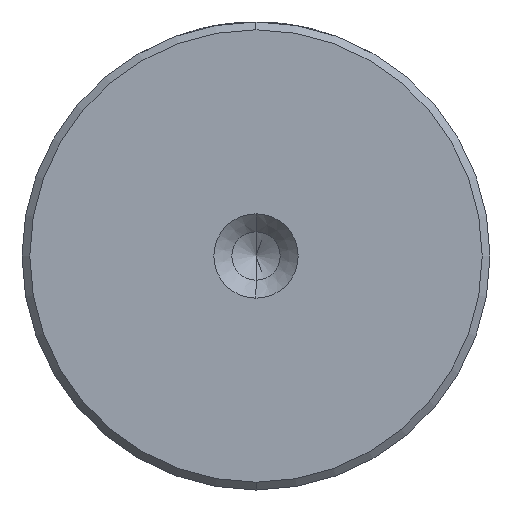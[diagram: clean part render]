
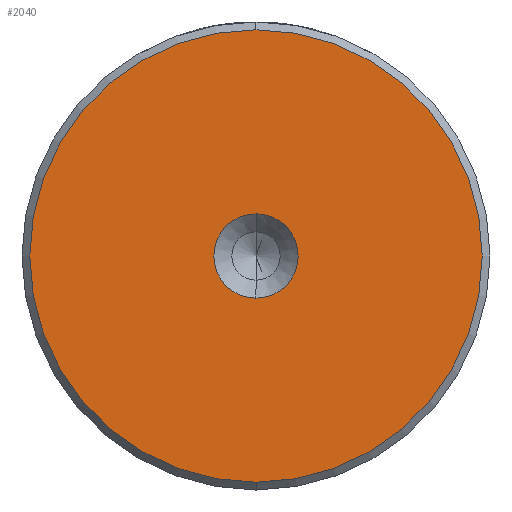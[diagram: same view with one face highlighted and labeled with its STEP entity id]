
A CAD part, left-side view. The second image highlights one B-rep face of the part: STEP entity #2040.
In plain terms, the highlighted planar face has unit normal (-1, 0, 0).
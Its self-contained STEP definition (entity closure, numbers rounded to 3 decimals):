
#137 = ORIENTED_EDGE ( 'NONE', *, *, #2535, .F. ) ;
#190 = DIRECTION ( 'NONE',  ( -1., 0., 0. ) ) ;
#225 = VERTEX_POINT ( 'NONE', #592 ) ;
#250 = CARTESIAN_POINT ( 'NONE',  ( 0., 0., 0. ) ) ;
#266 = AXIS2_PLACEMENT_3D ( 'NONE', #729, #2600, #995 ) ;
#391 = VERTEX_POINT ( 'NONE', #1423 ) ;
#395 = DIRECTION ( 'NONE',  ( 0., 0., 1. ) ) ;
#517 = VERTEX_POINT ( 'NONE', #2080 ) ;
#520 = DIRECTION ( 'NONE',  ( 0., 0., 1. ) ) ;
#552 = ORIENTED_EDGE ( 'NONE', *, *, #1100, .T. ) ;
#592 = CARTESIAN_POINT ( 'NONE',  ( 0., 0., 14.5 ) ) ;
#627 = EDGE_LOOP ( 'NONE', ( #1447, #137 ) ) ;
#651 = DIRECTION ( 'NONE',  ( -1., 0., 0. ) ) ;
#688 = VERTEX_POINT ( 'NONE', #1471 ) ;
#729 = CARTESIAN_POINT ( 'NONE',  ( 0., 0., 0. ) ) ;
#822 = AXIS2_PLACEMENT_3D ( 'NONE', #1769, #190, #2045 ) ;
#913 = FACE_OUTER_BOUND ( 'NONE', #2025, .T. ) ;
#943 = AXIS2_PLACEMENT_3D ( 'NONE', #250, #2108, #520 ) ;
#966 = EDGE_CURVE ( 'NONE', #225, #391, #1612, .T. ) ;
#984 = CIRCLE ( 'NONE', #266, 2.7 ) ;
#995 = DIRECTION ( 'NONE',  ( 0., 0., 1. ) ) ;
#1100 = EDGE_CURVE ( 'NONE', #391, #225, #1285, .T. ) ;
#1178 = PLANE ( 'NONE',  #3314 ) ;
#1285 = CIRCLE ( 'NONE', #943, 14.5 ) ;
#1423 = CARTESIAN_POINT ( 'NONE',  ( 0., 0., -14.5 ) ) ;
#1447 = ORIENTED_EDGE ( 'NONE', *, *, #1871, .F. ) ;
#1471 = CARTESIAN_POINT ( 'NONE',  ( 0., 0., 2.7 ) ) ;
#1530 = FACE_BOUND ( 'NONE', #627, .T. ) ;
#1612 = CIRCLE ( 'NONE', #1888, 14.5 ) ;
#1769 = CARTESIAN_POINT ( 'NONE',  ( 0., 0., 0. ) ) ;
#1871 = EDGE_CURVE ( 'NONE', #688, #517, #2752, .T. ) ;
#1888 = AXIS2_PLACEMENT_3D ( 'NONE', #2250, #651, #2515 ) ;
#1975 = DIRECTION ( 'NONE',  ( -1., 0., 0. ) ) ;
#2025 = EDGE_LOOP ( 'NONE', ( #552, #3083 ) ) ;
#2040 = ADVANCED_FACE ( 'NONE', ( #913, #1530 ), #1178, .T. ) ;
#2045 = DIRECTION ( 'NONE',  ( 0., 0., 1. ) ) ;
#2080 = CARTESIAN_POINT ( 'NONE',  ( 0., 0., -2.7 ) ) ;
#2108 = DIRECTION ( 'NONE',  ( -1., 0., 0. ) ) ;
#2250 = CARTESIAN_POINT ( 'NONE',  ( 0., 0., 0. ) ) ;
#2515 = DIRECTION ( 'NONE',  ( 0., 0., 1. ) ) ;
#2535 = EDGE_CURVE ( 'NONE', #517, #688, #984, .T. ) ;
#2600 = DIRECTION ( 'NONE',  ( -1., 0., 0. ) ) ;
#2752 = CIRCLE ( 'NONE', #822, 2.7 ) ;
#3054 = CARTESIAN_POINT ( 'NONE',  ( 0., 0., 0. ) ) ;
#3083 = ORIENTED_EDGE ( 'NONE', *, *, #966, .T. ) ;
#3314 = AXIS2_PLACEMENT_3D ( 'NONE', #3054, #1975, #395 ) ;
